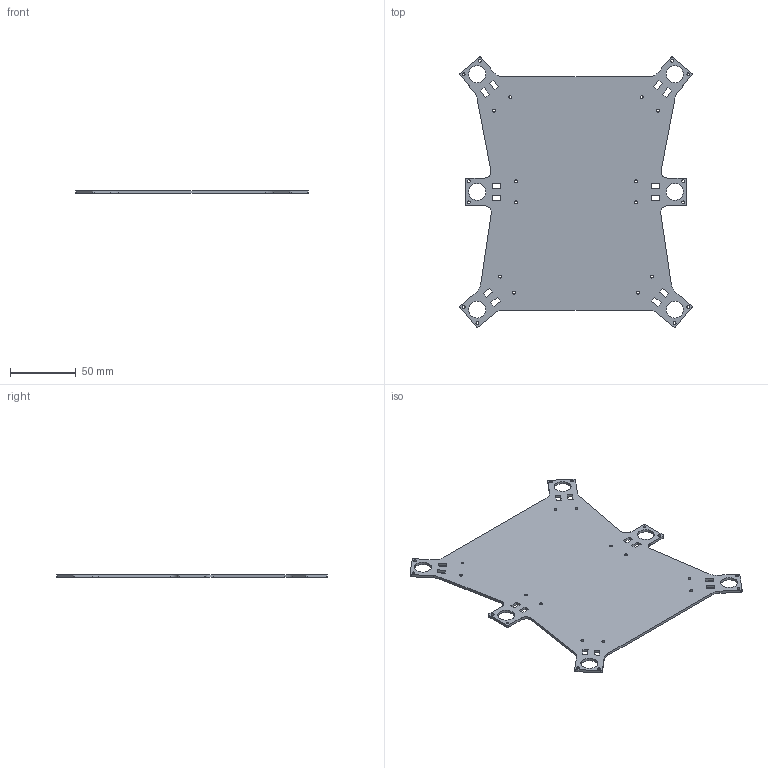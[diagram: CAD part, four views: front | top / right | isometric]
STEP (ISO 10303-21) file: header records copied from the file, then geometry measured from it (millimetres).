
FILE_DESCRIPTION(/* description */ (''),/* implementation_level */ '2;1');
FILE_NAME(/* name */ 'body 2 v4.step',/* time_stamp */ '2025-07-11T19:22:21+09:00',/* author */ (''),/* organization */ (''),/* preprocessor_version */ 'ST-DEVELOPER v20',/* originating_system */ 'Autodesk Translation Framework v13.14.0.145',/* authorisation */ '');
FILE_SCHEMA (('AUTOMOTIVE_DESIGN { 1 0 10303 214 3 1 1 }'));
Length unit declared in the file: millimetre
Products named in the file (1): body 2
Bounding box: 176.84 x 205.42 x 2 mm (x, y, z)
Volume: 51115.3 mm3; surface area: 54113.5 mm2
Topology: 1 solids, 1 shells, 128 faces, 378 edges, 252 vertices
Faces by surface type: plane 74, cylinder 54
Full cylindrical faces by diameter (mm): 2.2 x24, 12.8 x6
Entity records: 4498 total; most frequent: CARTESIAN_POINT 759, ORIENTED_EDGE 756, DIRECTION 744, EDGE_CURVE 378, LINE 270, VECTOR 270, VERTEX_POINT 252, AXIS2_PLACEMENT_3D 237
